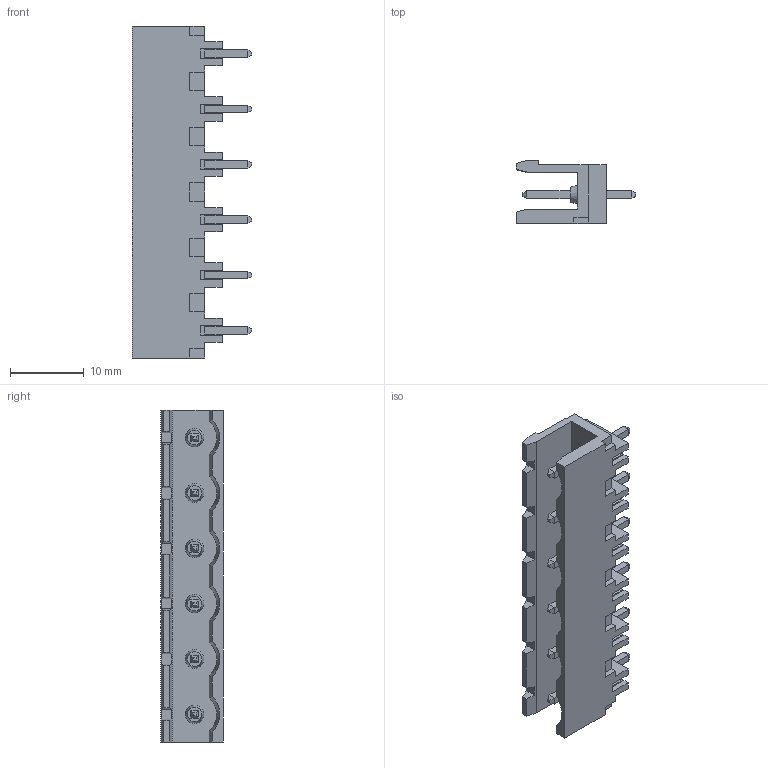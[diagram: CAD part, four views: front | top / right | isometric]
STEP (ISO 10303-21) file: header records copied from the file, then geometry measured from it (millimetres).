
FILE_DESCRIPTION(('STEP AP214'),'1');
FILE_NAME('PV06-7,5-V.stp','2021-01-27T10:26:48',(' '),(' '),'Spatial InterOp 3D',' ',' ');
FILE_SCHEMA(('AUTOMOTIVE_DESIGN { 1 0 10303 214 1 1 1 1 }'));
Length unit declared in the file: metre
Products named in the file (1): 1611742776
Bounding box: 16.2 x 8.5 x 45 mm (x, y, z)
Volume: 1829.6 mm3; surface area: 3356 mm2
Topology: 1 solids, 1 shells, 395 faces, 1035 edges, 664 vertices
Faces by surface type: plane 370, cone 12, cylinder 12, extrusion 1
Entity records: 14967 total; most frequent: CARTESIAN_POINT 2131, ORIENTED_EDGE 2046, DIRECTION 1842, EDGE_CURVE 1023, VECTOR 968, LINE 967, VERTEX_POINT 658, AXIS2_PLACEMENT_3D 437
